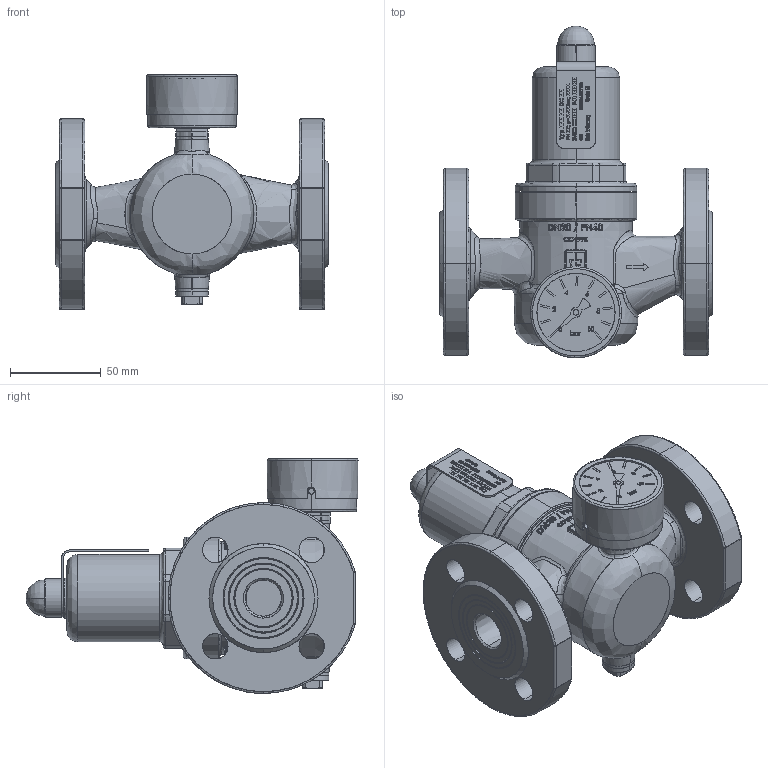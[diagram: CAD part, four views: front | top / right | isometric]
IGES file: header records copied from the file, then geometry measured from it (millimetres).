
Start section: SolidWorks IGES file using analytic representation for surfaces
Global section: file name: 682 20 Dummy.IGS; native system: SolidWorks 2010; preprocessor: SolidWorks 2010; author: Blankenhorn2; date: 100804.143143; units: millimetre
Bounding box: 150 x 182.7 x 129.3 mm (x, y, z)
Surface area: 158316.6 mm2 (no closed solid volume)
Topology: 0 solids, 0 shells, 2472 faces, 30902 edges, 30894 vertices
Faces by surface type: bspline 2081, revolution 391
